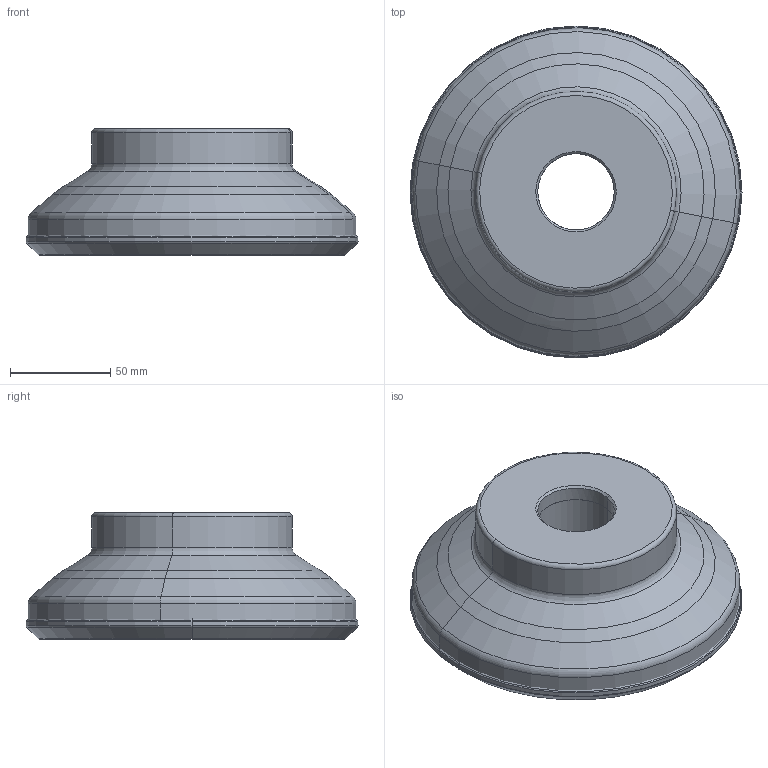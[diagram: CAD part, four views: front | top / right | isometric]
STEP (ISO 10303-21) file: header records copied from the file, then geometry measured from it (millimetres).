
FILE_DESCRIPTION(/* description */ (''),/* implementation_level */ '2;1');
FILE_NAME(/* name */ 'ASX445R0610E_IR0_059.stp',/* time_stamp */ '2023-03-06T11:55:07+09:00',/* author */ (''),/* organization */ (''),/* preprocessor_version */ 'ST-DEVELOPER v16',/* originating_system */ 'SIEMENS PLM Software NX 10.0',/* authorisation */ '');
FILE_SCHEMA (('AUTOMOTIVE_DESIGN { 1 0 10303 214 3 1 1 1 }'));
Length unit declared in the file: millimetre
Products named in the file (1): ASX445R0610E_IR0_059_ASM_1_ASM
Bounding box: 165.38 x 165.38 x 63 mm (x, y, z)
Volume: 741973.2 mm3; surface area: 87382.6 mm2
Topology: 2 solids, 2 shells, 75 faces, 174 edges, 123 vertices
Faces by surface type: cone 28, torus 26, cylinder 12, plane 7, bspline 2
Entity records: 2333 total; most frequent: DIRECTION 458, CARTESIAN_POINT 412, ORIENTED_EDGE 316, AXIS2_PLACEMENT_3D 205, EDGE_CURVE 158, CIRCLE 124, VERTEX_POINT 90, EDGE_LOOP 82
